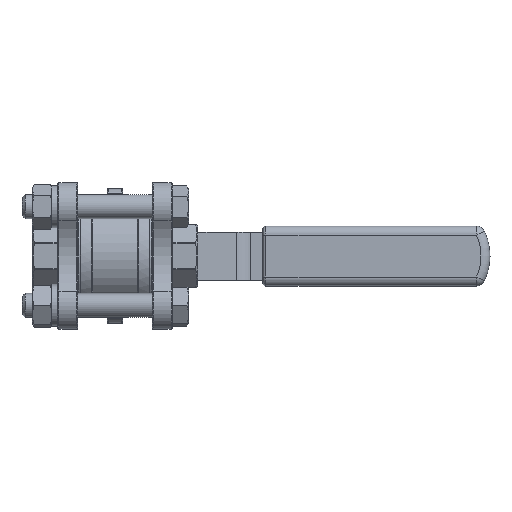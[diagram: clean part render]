
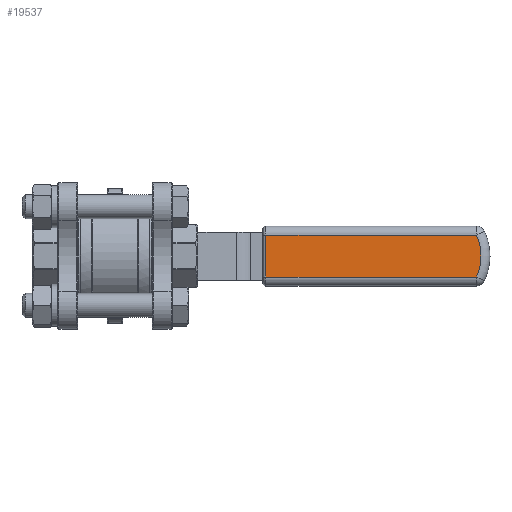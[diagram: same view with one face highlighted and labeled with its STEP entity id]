
A CAD part, front view. The second image highlights one B-rep face of the part: STEP entity #19537.
In plain terms, the highlighted planar face has unit normal (0, -1, 0).
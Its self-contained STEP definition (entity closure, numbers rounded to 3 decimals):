
#147 = EDGE_CURVE ( 'NONE', #37255, #47130, #18508, .T. ) ;
#278 = EDGE_CURVE ( 'NONE', #11574, #37255, #15555, .T. ) ;
#1646 = PLANE ( 'NONE',  #9828 ) ;
#3153 = CARTESIAN_POINT ( 'NONE',  ( 120.442, 58.8, -7. ) ) ;
#4816 = VECTOR ( 'NONE', #47010, 1000. ) ;
#9828 = AXIS2_PLACEMENT_3D ( 'NONE', #43792, #28358, #28831 ) ;
#9860 = EDGE_LOOP ( 'NONE', ( #25889, #16243, #32277, #33807 ) ) ;
#11574 = VERTEX_POINT ( 'NONE', #48246 ) ;
#13437 = CARTESIAN_POINT ( 'NONE',  ( 125., 58.8, 7. ) ) ;
#15555 = LINE ( 'NONE', #16292, #27665 ) ;
#15631 = CARTESIAN_POINT ( 'NONE',  ( 120.442, 58.8, 7. ) ) ;
#16243 = ORIENTED_EDGE ( 'NONE', *, *, #147, .T. ) ;
#16292 = CARTESIAN_POINT ( 'NONE',  ( 50.314, 58.8, 87.965 ) ) ;
#18508 = LINE ( 'NONE', #33434, #41752 ) ;
#19306 = CARTESIAN_POINT ( 'NONE',  ( 105.5, 58.8, 0. ) ) ;
#19537 = ADVANCED_FACE ( 'NONE', ( #34738 ), #1646, .F. ) ;
#20311 = LINE ( 'NONE', #13437, #4816 ) ;
#24594 = CARTESIAN_POINT ( 'NONE',  ( 50.314, 58.8, -7. ) ) ;
#25889 = ORIENTED_EDGE ( 'NONE', *, *, #278, .T. ) ;
#27665 = VECTOR ( 'NONE', #30494, 1000. ) ;
#28358 = DIRECTION ( 'NONE',  ( 0., 1., 0. ) ) ;
#28369 = EDGE_CURVE ( 'NONE', #47130, #35215, #33089, .T. ) ;
#28831 = DIRECTION ( 'NONE',  ( -1., 0., 0. ) ) ;
#29034 = DIRECTION ( 'NONE',  ( 1., 0., 0. ) ) ;
#30494 = DIRECTION ( 'NONE',  ( 0., 0., -1. ) ) ;
#30789 = DIRECTION ( 'NONE',  ( 0., -1., 0. ) ) ;
#32277 = ORIENTED_EDGE ( 'NONE', *, *, #28369, .T. ) ;
#33089 = CIRCLE ( 'NONE', #39363, 16.5 ) ;
#33434 = CARTESIAN_POINT ( 'NONE',  ( 125., 58.8, -7. ) ) ;
#33807 = ORIENTED_EDGE ( 'NONE', *, *, #37943, .T. ) ;
#34738 = FACE_OUTER_BOUND ( 'NONE', #9860, .T. ) ;
#35215 = VERTEX_POINT ( 'NONE', #15631 ) ;
#37255 = VERTEX_POINT ( 'NONE', #24594 ) ;
#37943 = EDGE_CURVE ( 'NONE', #35215, #11574, #20311, .T. ) ;
#39363 = AXIS2_PLACEMENT_3D ( 'NONE', #19306, #30789, #45769 ) ;
#41752 = VECTOR ( 'NONE', #29034, 1000. ) ;
#43792 = CARTESIAN_POINT ( 'NONE',  ( 125., 58.8, 87.965 ) ) ;
#45769 = DIRECTION ( 'NONE',  ( -1., 0., 0. ) ) ;
#47010 = DIRECTION ( 'NONE',  ( -1., 0., 0. ) ) ;
#47130 = VERTEX_POINT ( 'NONE', #3153 ) ;
#48246 = CARTESIAN_POINT ( 'NONE',  ( 50.314, 58.8, 7. ) ) ;
